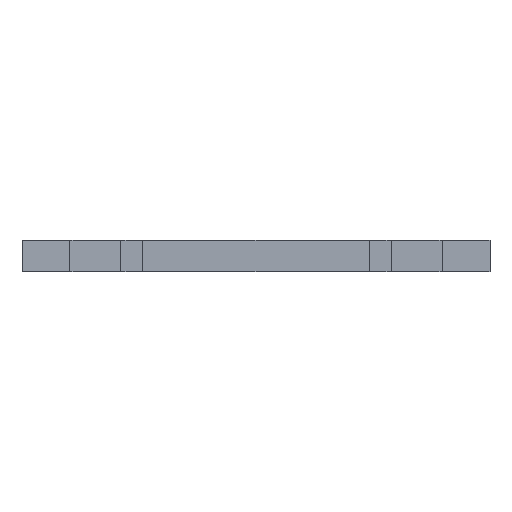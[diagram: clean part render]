
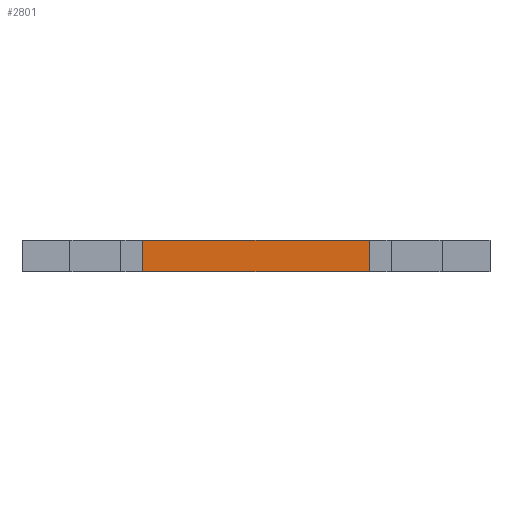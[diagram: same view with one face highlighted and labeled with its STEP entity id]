
A CAD part, front view. The second image highlights one B-rep face of the part: STEP entity #2801.
In plain terms, the highlighted planar face has unit normal (0, -1, 0).
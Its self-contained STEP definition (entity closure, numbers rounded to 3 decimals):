
#44 = PLANE('',#45);
#45 = AXIS2_PLACEMENT_3D('',#46,#47,#48);
#46 = CARTESIAN_POINT('',(-12.8,100.8,1.1));
#47 = DIRECTION('',(0.,0.,1.));
#48 = DIRECTION('',(0.,-1.,0.));
#609 = VERTEX_POINT('',#610);
#610 = CARTESIAN_POINT('',(-7.8,-91.8,1.1));
#624 = PLANE('',#625);
#625 = AXIS2_PLACEMENT_3D('',#626,#627,#628);
#626 = CARTESIAN_POINT('',(-7.8,-91.8,-2.9));
#627 = DIRECTION('',(-1.,0.,0.));
#628 = DIRECTION('',(0.,0.,1.));
#636 = EDGE_CURVE('',#637,#609,#639,.T.);
#637 = VERTEX_POINT('',#638);
#638 = CARTESIAN_POINT('',(7.8,-91.8,1.1));
#639 = SURFACE_CURVE('',#640,(#644,#651),.PCURVE_S1.);
#640 = LINE('',#641,#642);
#641 = CARTESIAN_POINT('',(10.3,-91.8,1.1));
#642 = VECTOR('',#643,1.);
#643 = DIRECTION('',(-1.,0.,0.));
#644 = PCURVE('',#44,#645);
#645 = DEFINITIONAL_REPRESENTATION('',(#646),#650);
#646 = LINE('',#647,#648);
#647 = CARTESIAN_POINT('',(192.6,23.1));
#648 = VECTOR('',#649,1.);
#649 = DIRECTION('',(0.,-1.));
#650 = ( GEOMETRIC_REPRESENTATION_CONTEXT(2) 
PARAMETRIC_REPRESENTATION_CONTEXT() REPRESENTATION_CONTEXT('2D SPACE',''
  ) );
#651 = PCURVE('',#652,#657);
#652 = PLANE('',#653);
#653 = AXIS2_PLACEMENT_3D('',#654,#655,#656);
#654 = CARTESIAN_POINT('',(7.8,-91.8,-2.9));
#655 = DIRECTION('',(0.,1.,0.));
#656 = DIRECTION('',(0.,0.,1.));
#657 = DEFINITIONAL_REPRESENTATION('',(#658),#662);
#658 = LINE('',#659,#660);
#659 = CARTESIAN_POINT('',(4.,2.5));
#660 = VECTOR('',#661,1.);
#661 = DIRECTION('',(0.,-1.));
#662 = ( GEOMETRIC_REPRESENTATION_CONTEXT(2) 
PARAMETRIC_REPRESENTATION_CONTEXT() REPRESENTATION_CONTEXT('2D SPACE',''
  ) );
#680 = PLANE('',#681);
#681 = AXIS2_PLACEMENT_3D('',#682,#683,#684);
#682 = CARTESIAN_POINT('',(7.8,-91.8,-2.9));
#683 = DIRECTION('',(-1.,0.,0.));
#684 = DIRECTION('',(0.,0.,1.));
#1409 = PLANE('',#1410);
#1410 = AXIS2_PLACEMENT_3D('',#1411,#1412,#1413);
#1411 = CARTESIAN_POINT('',(12.8,-100.8,-1.1));
#1412 = DIRECTION('',(0.,0.,1.));
#1413 = DIRECTION('',(0.,1.,0.));
#2757 = VERTEX_POINT('',#2758);
#2758 = CARTESIAN_POINT('',(7.8,-91.8,-1.1));
#2779 = EDGE_CURVE('',#2757,#637,#2780,.T.);
#2780 = SURFACE_CURVE('',#2781,(#2785,#2792),.PCURVE_S1.);
#2781 = LINE('',#2782,#2783);
#2782 = CARTESIAN_POINT('',(7.8,-91.8,-2.9));
#2783 = VECTOR('',#2784,1.);
#2784 = DIRECTION('',(0.,0.,1.));
#2785 = PCURVE('',#680,#2786);
#2786 = DEFINITIONAL_REPRESENTATION('',(#2787),#2791);
#2787 = LINE('',#2788,#2789);
#2788 = CARTESIAN_POINT('',(0.,0.));
#2789 = VECTOR('',#2790,1.);
#2790 = DIRECTION('',(1.,0.));
#2791 = ( GEOMETRIC_REPRESENTATION_CONTEXT(2) 
PARAMETRIC_REPRESENTATION_CONTEXT() REPRESENTATION_CONTEXT('2D SPACE',''
  ) );
#2792 = PCURVE('',#652,#2793);
#2793 = DEFINITIONAL_REPRESENTATION('',(#2794),#2798);
#2794 = LINE('',#2795,#2796);
#2795 = CARTESIAN_POINT('',(0.,0.));
#2796 = VECTOR('',#2797,1.);
#2797 = DIRECTION('',(1.,0.));
#2798 = ( GEOMETRIC_REPRESENTATION_CONTEXT(2) 
PARAMETRIC_REPRESENTATION_CONTEXT() REPRESENTATION_CONTEXT('2D SPACE',''
  ) );
#2801 = ADVANCED_FACE('',(#2802),#652,.F.);
#2802 = FACE_BOUND('',#2803,.F.);
#2803 = EDGE_LOOP('',(#2804,#2805,#2828,#2849));
#2804 = ORIENTED_EDGE('',*,*,#2779,.F.);
#2805 = ORIENTED_EDGE('',*,*,#2806,.T.);
#2806 = EDGE_CURVE('',#2757,#2807,#2809,.T.);
#2807 = VERTEX_POINT('',#2808);
#2808 = CARTESIAN_POINT('',(-7.8,-91.8,-1.1));
#2809 = SURFACE_CURVE('',#2810,(#2814,#2821),.PCURVE_S1.);
#2810 = LINE('',#2811,#2812);
#2811 = CARTESIAN_POINT('',(10.3,-91.8,-1.1));
#2812 = VECTOR('',#2813,1.);
#2813 = DIRECTION('',(-1.,0.,0.));
#2814 = PCURVE('',#652,#2815);
#2815 = DEFINITIONAL_REPRESENTATION('',(#2816),#2820);
#2816 = LINE('',#2817,#2818);
#2817 = CARTESIAN_POINT('',(1.8,2.5));
#2818 = VECTOR('',#2819,1.);
#2819 = DIRECTION('',(0.,-1.));
#2820 = ( GEOMETRIC_REPRESENTATION_CONTEXT(2) 
PARAMETRIC_REPRESENTATION_CONTEXT() REPRESENTATION_CONTEXT('2D SPACE',''
  ) );
#2821 = PCURVE('',#1409,#2822);
#2822 = DEFINITIONAL_REPRESENTATION('',(#2823),#2827);
#2823 = LINE('',#2824,#2825);
#2824 = CARTESIAN_POINT('',(9.,2.5));
#2825 = VECTOR('',#2826,1.);
#2826 = DIRECTION('',(0.,1.));
#2827 = ( GEOMETRIC_REPRESENTATION_CONTEXT(2) 
PARAMETRIC_REPRESENTATION_CONTEXT() REPRESENTATION_CONTEXT('2D SPACE',''
  ) );
#2828 = ORIENTED_EDGE('',*,*,#2829,.T.);
#2829 = EDGE_CURVE('',#2807,#609,#2830,.T.);
#2830 = SURFACE_CURVE('',#2831,(#2835,#2842),.PCURVE_S1.);
#2831 = LINE('',#2832,#2833);
#2832 = CARTESIAN_POINT('',(-7.8,-91.8,-2.9));
#2833 = VECTOR('',#2834,1.);
#2834 = DIRECTION('',(0.,0.,1.));
#2835 = PCURVE('',#652,#2836);
#2836 = DEFINITIONAL_REPRESENTATION('',(#2837),#2841);
#2837 = LINE('',#2838,#2839);
#2838 = CARTESIAN_POINT('',(0.,-15.6));
#2839 = VECTOR('',#2840,1.);
#2840 = DIRECTION('',(1.,0.));
#2841 = ( GEOMETRIC_REPRESENTATION_CONTEXT(2) 
PARAMETRIC_REPRESENTATION_CONTEXT() REPRESENTATION_CONTEXT('2D SPACE',''
  ) );
#2842 = PCURVE('',#624,#2843);
#2843 = DEFINITIONAL_REPRESENTATION('',(#2844),#2848);
#2844 = LINE('',#2845,#2846);
#2845 = CARTESIAN_POINT('',(0.,0.));
#2846 = VECTOR('',#2847,1.);
#2847 = DIRECTION('',(1.,0.));
#2848 = ( GEOMETRIC_REPRESENTATION_CONTEXT(2) 
PARAMETRIC_REPRESENTATION_CONTEXT() REPRESENTATION_CONTEXT('2D SPACE',''
  ) );
#2849 = ORIENTED_EDGE('',*,*,#636,.F.);
